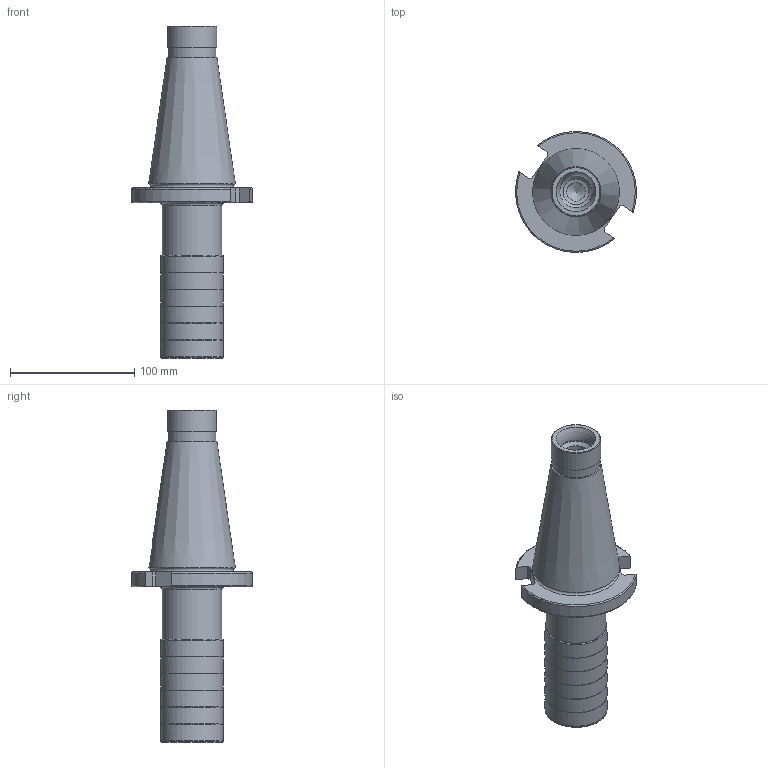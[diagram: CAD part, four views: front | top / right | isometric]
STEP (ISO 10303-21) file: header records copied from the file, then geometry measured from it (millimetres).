
FILE_DESCRIPTION(/* description */ (''),/* implementation_level */ '2;1');
FILE_NAME(/* name */ '202761452ndi000_00.stp',/* time_stamp */ '2019-12-17T10:50:06+01:00',/* author */ (''),/* organization */ (''),/* preprocessor_version */ 'ST-DEVELOPER v16.7',/* originating_system */ 'SIEMENS PLM Software NX 12.0',/* authorisation */ '');
FILE_SCHEMA (('AUTOMOTIVE_DESIGN { 1 0 10303 214 3 1 1 1 }'));
Length unit declared in the file: millimetre
Products named in the file (1): mp540430E42Dnide
Bounding box: 97.3 x 97.3 x 266.8 mm (x, y, z)
Volume: 645087.2 mm3; surface area: 89735.9 mm2
Topology: 2 solids, 2 shells, 82 faces, 194 edges, 119 vertices
Faces by surface type: revolution 35, plane 17, torus 12, cone 10, cylinder 8
Full cylindrical faces by diameter (mm): 15 x1, 20.751 x1, 26 x1, 38 x1, 39.6 x1, 48 x1
Entity records: 2502 total; most frequent: CARTESIAN_POINT 965, DIRECTION 285, ORIENTED_EDGE 224, EDGE_LOOP 146, FACE_BOUND 130, EDGE_CURVE 112, AXIS2_PLACEMENT_3D 109, VERTEX_POINT 97
